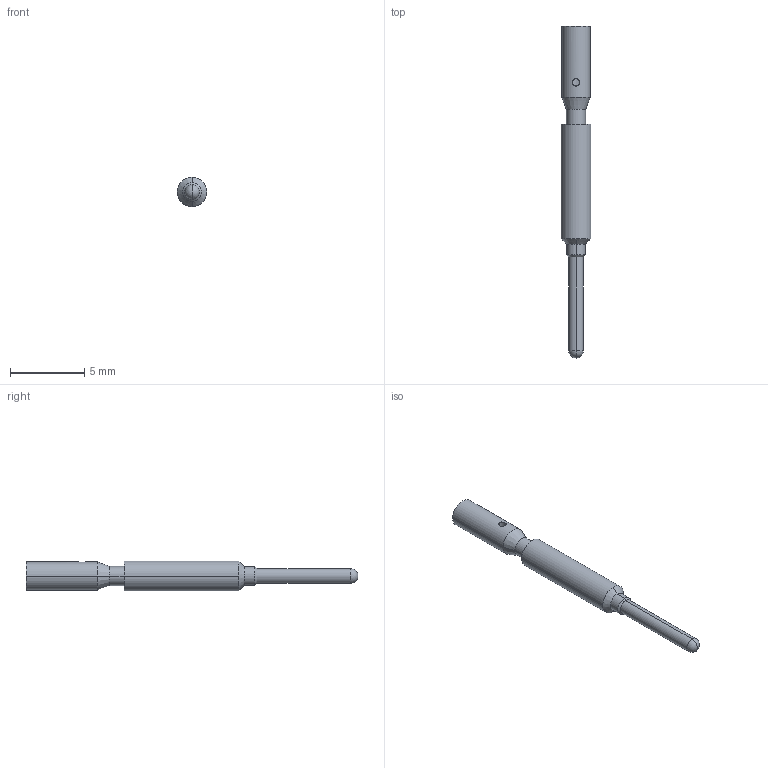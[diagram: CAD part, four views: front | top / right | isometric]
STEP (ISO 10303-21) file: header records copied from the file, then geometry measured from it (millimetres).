
FILE_DESCRIPTION((''),'2;1');
FILE_NAME('SC000035','2020-07-21T',('blink.zhou'),(''),'PRO/ENGINEER BY PARAMETRIC TECHNOLOGY CORPORATION, 2012230','PRO/ENGINEER BY PARAMETRIC TECHNOLOGY CORPORATION, 2012230','');
FILE_SCHEMA(('CONFIG_CONTROL_DESIGN'));
Length unit declared in the file: millimetre
Products named in the file (1): SC000035
Bounding box: 2 x 22.37 x 2 mm (x, y, z)
Volume: 42.6 mm3; surface area: 134.3 mm2
Topology: 1 solids, 1 shells, 28 faces, 62 edges, 34 vertices
Faces by surface type: cylinder 14, cone 10, plane 2, sphere 2
Entity records: 826 total; most frequent: CARTESIAN_POINT 172, DIRECTION 140, ORIENTED_EDGE 116, AXIS2_PLACEMENT_3D 58, EDGE_CURVE 58, VERTEX_POINT 34, EDGE_LOOP 32, CIRCLE 30
